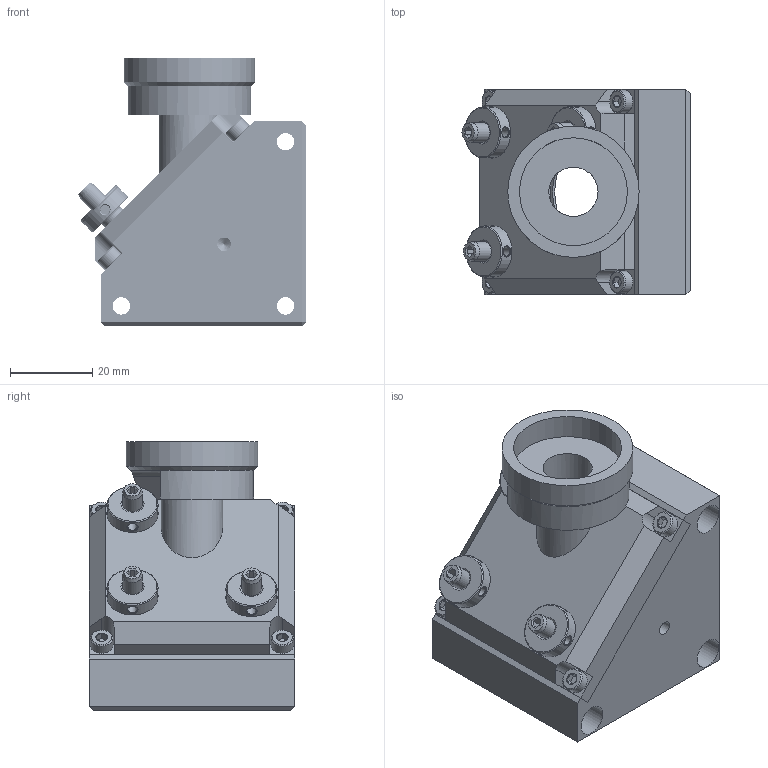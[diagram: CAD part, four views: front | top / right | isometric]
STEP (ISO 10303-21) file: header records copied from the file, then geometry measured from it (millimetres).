
FILE_DESCRIPTION(/* description */ (''),/* implementation_level */ '2;1');
FILE_NAME(/* name */ 'XYIND-3RT.step',/* time_stamp */ '2022-05-12T11:30:34+03:00',/* author */ (''),/* organization */ (''),/* preprocessor_version */ 'ST-DEVELOPER v18.1',/* originating_system */ 'Autodesk Translation Framework v10.14.0.1471',/* authorisation */ '');
FILE_SCHEMA (('AUTOMOTIVE_DESIGN { 1 0 10303 214 3 1 1 }'));
Length unit declared in the file: millimetre
Products named in the file (8): XYIND-3RT; SCrew; M3x4 Cup screw; Plug; XYIND-11-00 (trans); Adjustment screw with lock; Screw_1; OR 2.00/1.0
Assembly tree (17 placements, depth 2):
  XYIND-3RT
    SCrew  x4
    M3x4 Cup screw
    Plug  x2
    OR 2.00/1.0  x2
    Adjustment screw with lock  x3
    XYIND-11-00 (trans)
    Screw_1  x4
Bounding box: 55.58 x 50 x 65.5 mm (x, y, z)
Volume: 72146.5 mm3; surface area: 39976.2 mm2
Topology: 18 solids, 18 shells, 1129 faces, 2872 edges, 1852 vertices
Faces by surface type: cylinder 603, plane 328, cone 140, bspline 55, torus 3
Full cylindrical faces by diameter (mm): 1.145 x132, 1.271 x4, 1.6 x128, 2.15 x4, 2.2 x4, 2.286 x12, 2.35 x67, 2.529 x5, 3 x75, 3.188 x3, 3.2 x4, 3.332 x6, 3.8 x4, 4 x6, 4.234 x3, 4.763 x9, 5.5 x4, 5.626 x3, 6 x2, 6.134 x3, 6.14 x3, 6.5 x2, 6.858 x3, 7.1 x3, 7.2 x5, 7.5 x3, 12 x1, 12.446 x3, 15 x2, 22.911 x1
Entity records: 29869 total; most frequent: CARTESIAN_POINT 16123, ORIENTED_EDGE 2832, DIRECTION 2658, EDGE_CURVE 1416, AXIS2_PLACEMENT_3D 988, VERTEX_POINT 931, LINE 682, VECTOR 682
